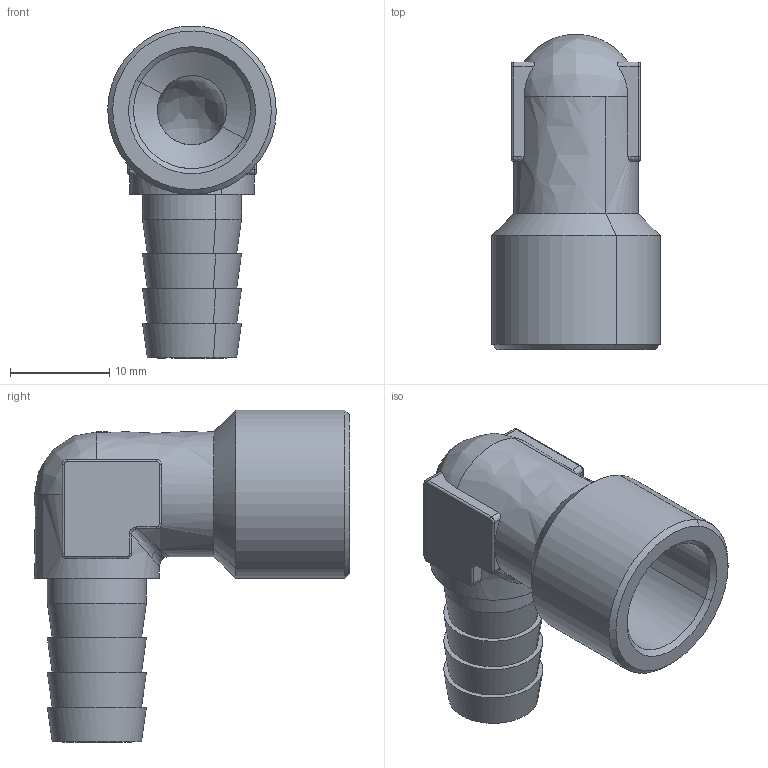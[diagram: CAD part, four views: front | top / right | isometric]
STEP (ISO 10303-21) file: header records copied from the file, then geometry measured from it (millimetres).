
FILE_DESCRIPTION(( 'RA.30B09.14.stp' ), '1');
FILE_NAME( 'RA.30B09.14.stp', '2018-11-09T15:47:55',( 'Sopra'),('sopra-pneumatic.com'), 'SwSTEP 2.0','SolidWorks 2009','' );
FILE_SCHEMA (('CONFIG_CONTROL_DESIGN'));
Length unit declared in the file: millimetre
Products named in the file (1): Document
Bounding box: 16.99 x 31.8 x 33.5 mm (x, y, z)
Surface area: 3566.1 mm2 (no closed solid volume)
Topology: 0 solids, 98 shells, 98 faces, 462 edges, 461 vertices
Faces by surface type: bspline 74, plane 24
Entity records: 6688 total; most frequent: CARTESIAN_POINT 4395, ORIENTED_EDGE 462, EDGE_CURVE 462, VERTEX_POINT 462, B_SPLINE_CURVE_WITH_KNOTS 240, EDGE_LOOP 104, SHELL_BASED_SURFACE_MODEL 98, OPEN_SHELL 98
